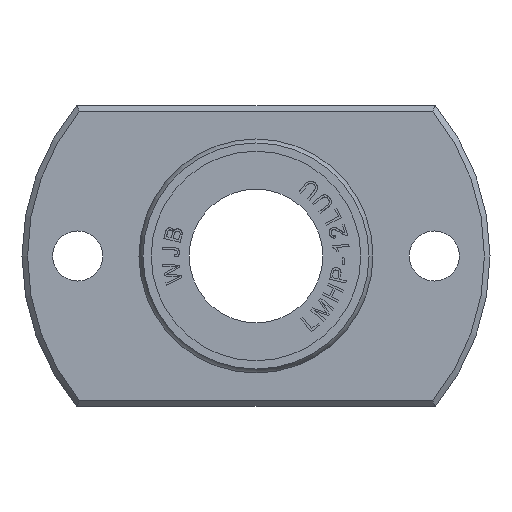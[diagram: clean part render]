
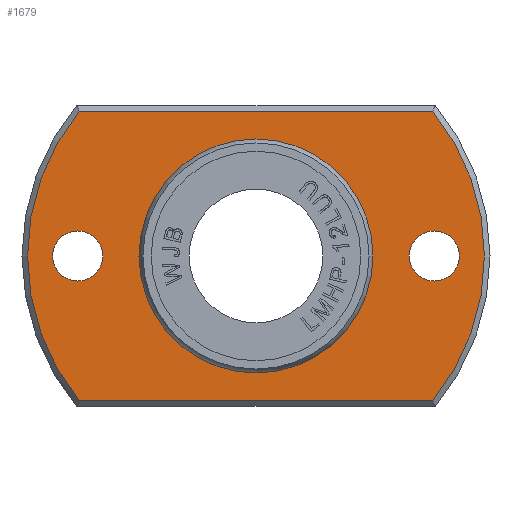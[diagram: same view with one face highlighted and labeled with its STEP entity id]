
A CAD part, left-side view. The second image highlights one B-rep face of the part: STEP entity #1679.
In plain terms, the highlighted planar face has unit normal (-1, 0, 0).
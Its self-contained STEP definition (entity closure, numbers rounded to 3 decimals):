
#1679=ADVANCED_FACE('',(#2758,#2759,#2760,#2761),#2066,.T.);
#2066=PLANE('',#6968);
#2325=B_SPLINE_CURVE_WITH_KNOTS('',3,(#8782,#8783,#8784,#8785),.UNSPECIFIED.,
 .F.,.F.,(4,4),(0.,1.),.UNSPECIFIED.);
#2326=B_SPLINE_CURVE_WITH_KNOTS('',3,(#8789,#8790,#8791,#8792),.UNSPECIFIED.,
 .F.,.F.,(4,4),(0.,1.),.UNSPECIFIED.);
#2758=FACE_BOUND('',#2858,.T.);
#2759=FACE_BOUND('',#2859,.T.);
#2760=FACE_BOUND('',#2860,.T.);
#2761=FACE_BOUND('',#2861,.T.);
#2858=EDGE_LOOP('',(#3318));
#2859=EDGE_LOOP('',(#3319));
#2860=EDGE_LOOP('',(#3320));
#2861=EDGE_LOOP('',(#3321,#3322,#3323,#3324));
#3318=ORIENTED_EDGE('',*,*,#5904,.T.);
#3319=ORIENTED_EDGE('',*,*,#5905,.F.);
#3320=ORIENTED_EDGE('',*,*,#5906,.T.);
#3321=ORIENTED_EDGE('',*,*,#5907,.F.);
#3322=ORIENTED_EDGE('',*,*,#5908,.F.);
#3323=ORIENTED_EDGE('',*,*,#5909,.F.);
#3324=ORIENTED_EDGE('',*,*,#5910,.F.);
#5254=VERTEX_POINT('',#8774);
#5255=VERTEX_POINT('',#8776);
#5256=VERTEX_POINT('',#8778);
#5257=VERTEX_POINT('',#8780);
#5258=VERTEX_POINT('',#8781);
#5259=VERTEX_POINT('',#8786);
#5260=VERTEX_POINT('',#8788);
#5904=EDGE_CURVE('',#5254,#5254,#6872,.T.);
#5905=EDGE_CURVE('',#5255,#5255,#6873,.T.);
#5906=EDGE_CURVE('',#5256,#5256,#6874,.T.);
#5907=EDGE_CURVE('',#5257,#5258,#6875,.T.);
#5908=EDGE_CURVE('',#5259,#5257,#2325,.T.);
#5909=EDGE_CURVE('',#5260,#5259,#6876,.T.);
#5910=EDGE_CURVE('',#5258,#5260,#2326,.T.);
#6872=CIRCLE('',#6963,2.25);
#6873=CIRCLE('',#6964,10.286);
#6874=CIRCLE('',#6965,2.25);
#6875=CIRCLE('',#6966,20.5);
#6876=CIRCLE('',#6967,20.5);
#6963=AXIS2_PLACEMENT_3D('',#8773,#7361,#7362);
#6964=AXIS2_PLACEMENT_3D('',#8775,#7363,#7364);
#6965=AXIS2_PLACEMENT_3D('',#8777,#7365,#7366);
#6966=AXIS2_PLACEMENT_3D('',#8779,#7367,#7368);
#6967=AXIS2_PLACEMENT_3D('',#8787,#7369,#7370);
#6968=AXIS2_PLACEMENT_3D('',#8793,#7371,#7372);
#7361=DIRECTION('',(1.,0.,0.));
#7362=DIRECTION('',(0.,0.,1.));
#7363=DIRECTION('',(-1.,0.,0.));
#7364=DIRECTION('',(0.,0.,1.));
#7365=DIRECTION('',(1.,0.,0.));
#7366=DIRECTION('',(0.,0.,1.));
#7367=DIRECTION('',(1.,0.,0.));
#7368=DIRECTION('',(0.,0.,-1.));
#7369=DIRECTION('',(1.,0.,0.));
#7370=DIRECTION('',(0.,0.,-1.));
#7371=DIRECTION('',(-1.,0.,0.));
#7372=DIRECTION('',(0.,0.,1.));
#8773=CARTESIAN_POINT('',(6.,16.,0.));
#8774=CARTESIAN_POINT('',(6.,16.,2.25));
#8775=CARTESIAN_POINT('',(6.,0.,0.));
#8776=CARTESIAN_POINT('',(6.,0.,10.286));
#8777=CARTESIAN_POINT('',(6.,-16.,0.));
#8778=CARTESIAN_POINT('',(6.,-16.,2.25));
#8779=CARTESIAN_POINT('',(6.,0.,0.));
#8780=CARTESIAN_POINT('',(6.,15.851,-13.));
#8781=CARTESIAN_POINT('',(6.,15.851,13.));
#8782=CARTESIAN_POINT('',(6.,-15.851,-13.));
#8783=CARTESIAN_POINT('',(6.,-5.284,-13.));
#8784=CARTESIAN_POINT('',(6.,5.284,-13.));
#8785=CARTESIAN_POINT('',(6.,15.851,-13.));
#8786=CARTESIAN_POINT('',(6.,-15.851,-13.));
#8787=CARTESIAN_POINT('',(6.,0.,0.));
#8788=CARTESIAN_POINT('',(6.,-15.851,13.));
#8789=CARTESIAN_POINT('',(6.,15.851,13.));
#8790=CARTESIAN_POINT('',(6.,5.284,13.));
#8791=CARTESIAN_POINT('',(6.,-5.284,13.));
#8792=CARTESIAN_POINT('',(6.,-15.851,13.));
#8793=CARTESIAN_POINT('',(6.,0.,15.643));
